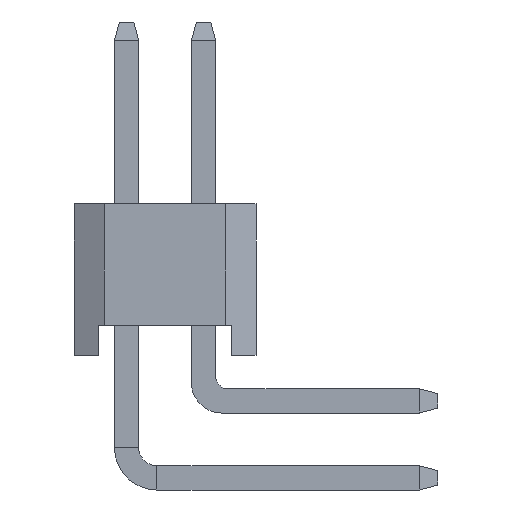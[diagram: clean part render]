
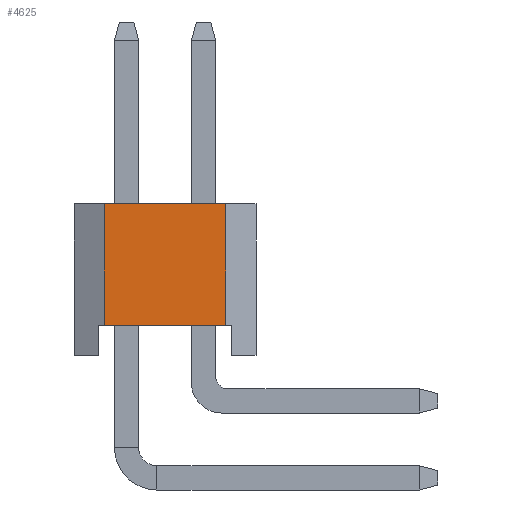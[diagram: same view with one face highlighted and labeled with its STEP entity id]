
A CAD part, left-side view. The second image highlights one B-rep face of the part: STEP entity #4625.
In plain terms, the highlighted planar face has unit normal (-1, 0, 0).
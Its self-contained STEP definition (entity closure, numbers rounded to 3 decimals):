
#437 = EDGE_CURVE ( 'NONE', #3714, #1293, #684, .T. ) ;
#495 = DIRECTION ( 'NONE',  ( 0., -1., 0. ) ) ;
#592 = CARTESIAN_POINT ( 'NONE',  ( -8.89, -1.5, 2.5 ) ) ;
#684 = LINE ( 'NONE', #718, #5010 ) ;
#718 = CARTESIAN_POINT ( 'NONE',  ( -8.89, -1., 0. ) ) ;
#899 = CARTESIAN_POINT ( 'NONE',  ( -8.89, -1., 0.5 ) ) ;
#935 = AXIS2_PLACEMENT_3D ( 'NONE', #592, #6760, #2443 ) ;
#948 = CARTESIAN_POINT ( 'NONE',  ( -8.89, 1., 2.5 ) ) ;
#1031 = VECTOR ( 'NONE', #495, 1000. ) ;
#1293 = VERTEX_POINT ( 'NONE', #5667 ) ;
#1518 = VERTEX_POINT ( 'NONE', #6165 ) ;
#1758 = VERTEX_POINT ( 'NONE', #948 ) ;
#1834 = CARTESIAN_POINT ( 'NONE',  ( -8.89, 1., 0. ) ) ;
#2259 = ORIENTED_EDGE ( 'NONE', *, *, #5014, .F. ) ;
#2443 = DIRECTION ( 'NONE',  ( 0., 0., -1. ) ) ;
#2488 = PLANE ( 'NONE',  #935 ) ;
#2512 = VECTOR ( 'NONE', #3693, 1000. ) ;
#3204 = DIRECTION ( 'NONE',  ( 0., 0., 1. ) ) ;
#3693 = DIRECTION ( 'NONE',  ( 0., 0., 1. ) ) ;
#3714 = VERTEX_POINT ( 'NONE', #899 ) ;
#3760 = CARTESIAN_POINT ( 'NONE',  ( -8.89, -1.5, 2.5 ) ) ;
#3817 = ORIENTED_EDGE ( 'NONE', *, *, #4883, .F. ) ;
#4210 = ORIENTED_EDGE ( 'NONE', *, *, #5896, .F. ) ;
#4625 = ADVANCED_FACE ( 'NONE', ( #6218 ), #2488, .F. ) ;
#4669 = LINE ( 'NONE', #7783, #5839 ) ;
#4883 = EDGE_CURVE ( 'NONE', #3714, #1518, #4669, .T. ) ;
#5010 = VECTOR ( 'NONE', #3204, 1000. ) ;
#5014 = EDGE_CURVE ( 'NONE', #1758, #1293, #5628, .T. ) ;
#5154 = EDGE_LOOP ( 'NONE', ( #4210, #3817, #5232, #2259 ) ) ;
#5232 = ORIENTED_EDGE ( 'NONE', *, *, #437, .T. ) ;
#5628 = LINE ( 'NONE', #3760, #1031 ) ;
#5667 = CARTESIAN_POINT ( 'NONE',  ( -8.89, -1., 2.5 ) ) ;
#5839 = VECTOR ( 'NONE', #5999, 1000. ) ;
#5896 = EDGE_CURVE ( 'NONE', #1518, #1758, #7509, .T. ) ;
#5999 = DIRECTION ( 'NONE',  ( 0., 1., 0. ) ) ;
#6165 = CARTESIAN_POINT ( 'NONE',  ( -8.89, 1., 0.5 ) ) ;
#6218 = FACE_OUTER_BOUND ( 'NONE', #5154, .T. ) ;
#6760 = DIRECTION ( 'NONE',  ( 1., 0., 0. ) ) ;
#7509 = LINE ( 'NONE', #1834, #2512 ) ;
#7783 = CARTESIAN_POINT ( 'NONE',  ( -8.89, 1.1, 0.5 ) ) ;
